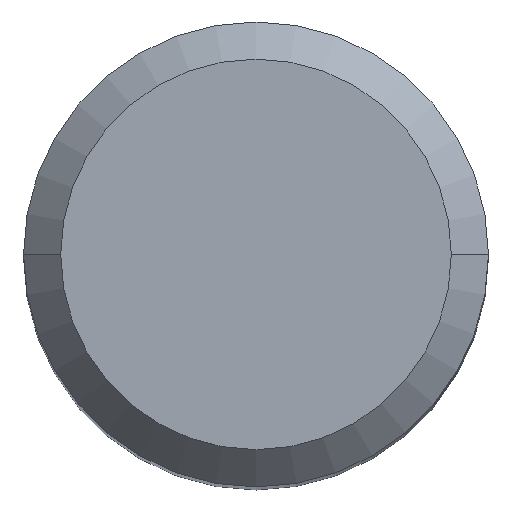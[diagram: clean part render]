
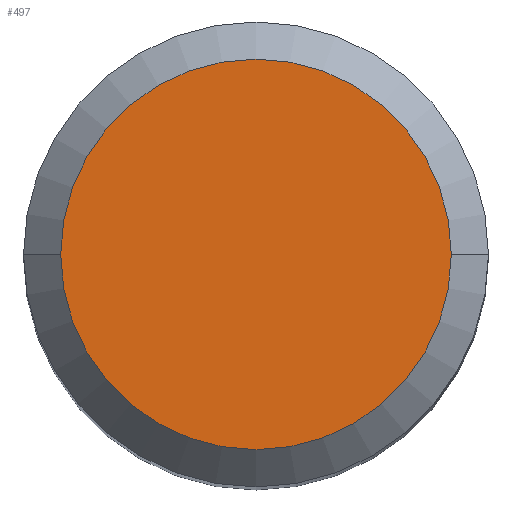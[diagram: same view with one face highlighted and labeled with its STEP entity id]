
A CAD part, top view. The second image highlights one B-rep face of the part: STEP entity #497.
In plain terms, the highlighted planar face has unit normal (0, 0, 1).
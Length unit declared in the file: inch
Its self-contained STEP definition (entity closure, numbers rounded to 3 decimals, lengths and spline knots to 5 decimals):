
#31 = CIRCLE ( 'NONE', #594, 0.07875 ) ;
#78 = VERTEX_POINT ( 'NONE', #818 ) ;
#116 = DIRECTION ( 'NONE',  ( 0., 0., 1. ) ) ;
#174 = DIRECTION ( 'NONE',  ( 0., 0., 1. ) ) ;
#205 = DIRECTION ( 'NONE',  ( 1., 0., 0. ) ) ;
#339 = ORIENTED_EDGE ( 'NONE', *, *, #404, .T. ) ;
#404 = EDGE_CURVE ( 'NONE', #78, #807, #31, .T. ) ;
#408 = PLANE ( 'NONE',  #450 ) ;
#450 = AXIS2_PLACEMENT_3D ( 'NONE', #946, #174, #859 ) ;
#475 = FACE_OUTER_BOUND ( 'NONE', #981, .T. ) ;
#486 = CARTESIAN_POINT ( 'NONE',  ( 0., 0., 2. ) ) ;
#497 = ADVANCED_FACE ( 'NONE', ( #475 ), #408, .T. ) ;
#508 = DIRECTION ( 'NONE',  ( 0., 0., 1. ) ) ;
#573 = DIRECTION ( 'NONE',  ( 1., 0., 0. ) ) ;
#594 = AXIS2_PLACEMENT_3D ( 'NONE', #486, #116, #573 ) ;
#616 = ORIENTED_EDGE ( 'NONE', *, *, #941, .T. ) ;
#694 = AXIS2_PLACEMENT_3D ( 'NONE', #909, #508, #205 ) ;
#707 = CARTESIAN_POINT ( 'NONE',  ( 0.07875, 0., 2. ) ) ;
#807 = VERTEX_POINT ( 'NONE', #707 ) ;
#818 = CARTESIAN_POINT ( 'NONE',  ( -0.07875, 0., 2. ) ) ;
#859 = DIRECTION ( 'NONE',  ( 1., 0., 0. ) ) ;
#909 = CARTESIAN_POINT ( 'NONE',  ( 0., 0., 2. ) ) ;
#941 = EDGE_CURVE ( 'NONE', #807, #78, #945, .T. ) ;
#945 = CIRCLE ( 'NONE', #694, 0.07875 ) ;
#946 = CARTESIAN_POINT ( 'NONE',  ( 0., 0., 2. ) ) ;
#981 = EDGE_LOOP ( 'NONE', ( #339, #616 ) ) ;
